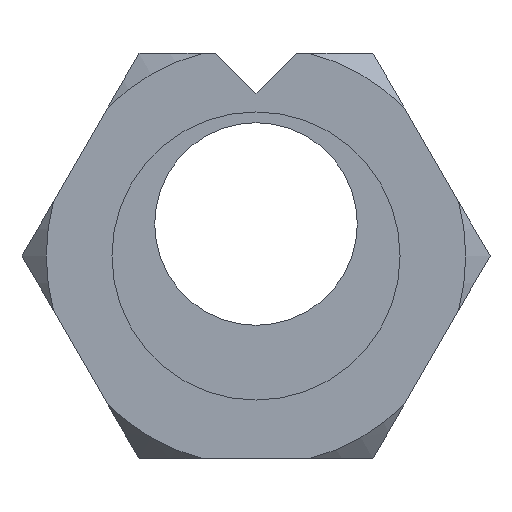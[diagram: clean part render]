
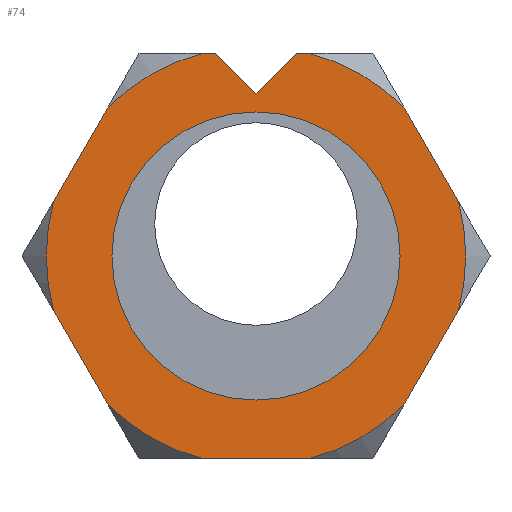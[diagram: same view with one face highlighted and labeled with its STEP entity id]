
A CAD part, front view. The second image highlights one B-rep face of the part: STEP entity #74.
In plain terms, the highlighted planar face has unit normal (0, -1, 0).
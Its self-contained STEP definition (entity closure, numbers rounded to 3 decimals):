
#2 = DIRECTION ( 'NONE',  ( -0.5, 0., -0.866 ) ) ;
#11 = DIRECTION ( 'NONE',  ( 0., -1., 0. ) ) ;
#19 = AXIS2_PLACEMENT_3D ( 'NONE', #80, #11, #522 ) ;
#22 = VERTEX_POINT ( 'NONE', #321 ) ;
#27 = VERTEX_POINT ( 'NONE', #614 ) ;
#29 = ORIENTED_EDGE ( 'NONE', *, *, #99, .T. ) ;
#34 = EDGE_CURVE ( 'NONE', #596, #905, #217, .T. ) ;
#35 = CARTESIAN_POINT ( 'NONE',  ( 2.887, 0., -5. ) ) ;
#42 = ORIENTED_EDGE ( 'NONE', *, *, #845, .F. ) ;
#46 = VECTOR ( 'NONE', #552, 1000. ) ;
#55 = DIRECTION ( 'NONE',  ( 0., 0., 1. ) ) ;
#57 = DIRECTION ( 'NONE',  ( 0., 0., -1. ) ) ;
#67 = DIRECTION ( 'NONE',  ( 0., 1., 0. ) ) ;
#72 = CIRCLE ( 'NONE', #19, 5.174 ) ;
#74 = ADVANCED_FACE ( 'NONE', ( #804, #407 ), #77, .F. ) ;
#77 = PLANE ( 'NONE',  #466 ) ;
#80 = CARTESIAN_POINT ( 'NONE',  ( 0., 0., 0. ) ) ;
#99 = EDGE_CURVE ( 'NONE', #714, #108, #382, .T. ) ;
#106 = DIRECTION ( 'NONE',  ( 0.5, 0., -0.866 ) ) ;
#107 = EDGE_CURVE ( 'NONE', #22, #767, #188, .T. ) ;
#108 = VERTEX_POINT ( 'NONE', #872 ) ;
#109 = VECTOR ( 'NONE', #699, 1000. ) ;
#110 = VECTOR ( 'NONE', #2, 1000. ) ;
#135 = DIRECTION ( 'NONE',  ( 0., 0., -1. ) ) ;
#137 = DIRECTION ( 'NONE',  ( 0., -1., 0. ) ) ;
#142 = CIRCLE ( 'NONE', #900, 5.174 ) ;
#164 = EDGE_CURVE ( 'NONE', #714, #866, #339, .T. ) ;
#165 = VERTEX_POINT ( 'NONE', #819 ) ;
#180 = EDGE_CURVE ( 'NONE', #27, #710, #350, .T. ) ;
#188 = CIRCLE ( 'NONE', #628, 5.174 ) ;
#189 = ORIENTED_EDGE ( 'NONE', *, *, #703, .F. ) ;
#192 = ORIENTED_EDGE ( 'NONE', *, *, #34, .T. ) ;
#201 = VERTEX_POINT ( 'NONE', #750 ) ;
#206 = DIRECTION ( 'NONE',  ( 0., 0., -1. ) ) ;
#211 = CARTESIAN_POINT ( 'NONE',  ( 0., 0., 0. ) ) ;
#213 = DIRECTION ( 'NONE',  ( 0., -1., 0. ) ) ;
#214 = CARTESIAN_POINT ( 'NONE',  ( 0., 0., 0. ) ) ;
#217 = CIRCLE ( 'NONE', #319, 5.174 ) ;
#240 = VERTEX_POINT ( 'NONE', #677 ) ;
#241 = EDGE_LOOP ( 'NONE', ( #430, #42 ) ) ;
#248 = EDGE_CURVE ( 'NONE', #27, #108, #318, .T. ) ;
#253 = CARTESIAN_POINT ( 'NONE',  ( 3.666, 0., 3.651 ) ) ;
#283 = DIRECTION ( 'NONE',  ( 0., 0., -1. ) ) ;
#286 = DIRECTION ( 'NONE',  ( -0.5, 0., 0.866 ) ) ;
#304 = ORIENTED_EDGE ( 'NONE', *, *, #717, .T. ) ;
#318 = LINE ( 'NONE', #533, #110 ) ;
#319 = AXIS2_PLACEMENT_3D ( 'NONE', #211, #213, #206 ) ;
#321 = CARTESIAN_POINT ( 'NONE',  ( -1.329, 0., 5. ) ) ;
#326 = VECTOR ( 'NONE', #286, 1000. ) ;
#327 = EDGE_CURVE ( 'NONE', #240, #386, #650, .T. ) ;
#329 = CARTESIAN_POINT ( 'NONE',  ( -4.994, 0., -1.349 ) ) ;
#339 = LINE ( 'NONE', #35, #587 ) ;
#341 = DIRECTION ( 'NONE',  ( 0.707, 0., -0.707 ) ) ;
#350 = CIRCLE ( 'NONE', #865, 5.174 ) ;
#356 = CARTESIAN_POINT ( 'NONE',  ( 0., 0., 0. ) ) ;
#382 = CIRCLE ( 'NONE', #516, 5.174 ) ;
#386 = VERTEX_POINT ( 'NONE', #453 ) ;
#397 = CARTESIAN_POINT ( 'NONE',  ( -5.774, 0., 0. ) ) ;
#403 = DIRECTION ( 'NONE',  ( 0.5, 0., 0.866 ) ) ;
#404 = LINE ( 'NONE', #397, #584 ) ;
#407 = FACE_BOUND ( 'NONE', #241, .T. ) ;
#423 = EDGE_CURVE ( 'NONE', #530, #240, #632, .T. ) ;
#425 = CARTESIAN_POINT ( 'NONE',  ( 0., 0., 0. ) ) ;
#429 = DIRECTION ( 'NONE',  ( 0., -1., 0. ) ) ;
#430 = ORIENTED_EDGE ( 'NONE', *, *, #889, .F. ) ;
#449 = VECTOR ( 'NONE', #106, 1000. ) ;
#453 = CARTESIAN_POINT ( 'NONE',  ( 1., 0., 5. ) ) ;
#455 = ORIENTED_EDGE ( 'NONE', *, *, #180, .T. ) ;
#466 = AXIS2_PLACEMENT_3D ( 'NONE', #356, #67, #55 ) ;
#470 = VECTOR ( 'NONE', #881, 1000. ) ;
#475 = ORIENTED_EDGE ( 'NONE', *, *, #423, .F. ) ;
#489 = LINE ( 'NONE', #790, #449 ) ;
#496 = ORIENTED_EDGE ( 'NONE', *, *, #164, .F. ) ;
#503 = VERTEX_POINT ( 'NONE', #253 ) ;
#516 = AXIS2_PLACEMENT_3D ( 'NONE', #425, #429, #283 ) ;
#518 = CARTESIAN_POINT ( 'NONE',  ( -2.887, 0., -5. ) ) ;
#522 = DIRECTION ( 'NONE',  ( 0., 0., -1. ) ) ;
#530 = VERTEX_POINT ( 'NONE', #631 ) ;
#533 = CARTESIAN_POINT ( 'NONE',  ( 5.774, 0., 0. ) ) ;
#534 = DIRECTION ( 'NONE',  ( 0., 0., 1. ) ) ;
#537 = CARTESIAN_POINT ( 'NONE',  ( 0., 0., 0. ) ) ;
#552 = DIRECTION ( 'NONE',  ( 1., 0., 0. ) ) ;
#557 = CARTESIAN_POINT ( 'NONE',  ( 1.329, 0., -5. ) ) ;
#559 = ORIENTED_EDGE ( 'NONE', *, *, #933, .F. ) ;
#565 = CIRCLE ( 'NONE', #588, 3.555 ) ;
#566 = ORIENTED_EDGE ( 'NONE', *, *, #787, .F. ) ;
#584 = VECTOR ( 'NONE', #403, 1000. ) ;
#585 = VERTEX_POINT ( 'NONE', #837 ) ;
#586 = CARTESIAN_POINT ( 'NONE',  ( 0., 0., 3.555 ) ) ;
#587 = VECTOR ( 'NONE', #873, 1000. ) ;
#588 = AXIS2_PLACEMENT_3D ( 'NONE', #855, #846, #820 ) ;
#596 = VERTEX_POINT ( 'NONE', #786 ) ;
#609 = DIRECTION ( 'NONE',  ( 0., -1., 0. ) ) ;
#614 = CARTESIAN_POINT ( 'NONE',  ( 4.994, 0., -1.349 ) ) ;
#621 = ORIENTED_EDGE ( 'NONE', *, *, #642, .F. ) ;
#628 = AXIS2_PLACEMENT_3D ( 'NONE', #657, #718, #721 ) ;
#631 = CARTESIAN_POINT ( 'NONE',  ( -1., 0., 5. ) ) ;
#632 = LINE ( 'NONE', #860, #813 ) ;
#642 = EDGE_CURVE ( 'NONE', #201, #905, #704, .T. ) ;
#646 = CARTESIAN_POINT ( 'NONE',  ( -2.887, 0., 5. ) ) ;
#648 = AXIS2_PLACEMENT_3D ( 'NONE', #537, #609, #534 ) ;
#650 = LINE ( 'NONE', #884, #470 ) ;
#654 = EDGE_CURVE ( 'NONE', #503, #165, #142, .T. ) ;
#657 = CARTESIAN_POINT ( 'NONE',  ( 0., 0., 0. ) ) ;
#677 = CARTESIAN_POINT ( 'NONE',  ( 0., 0., 4. ) ) ;
#689 = VERTEX_POINT ( 'NONE', #586 ) ;
#690 = LINE ( 'NONE', #646, #46 ) ;
#699 = DIRECTION ( 'NONE',  ( 1., 0., 0. ) ) ;
#703 = EDGE_CURVE ( 'NONE', #503, #710, #489, .T. ) ;
#704 = LINE ( 'NONE', #518, #326 ) ;
#710 = VERTEX_POINT ( 'NONE', #991 ) ;
#711 = LINE ( 'NONE', #736, #109 ) ;
#714 = VERTEX_POINT ( 'NONE', #557 ) ;
#717 = EDGE_CURVE ( 'NONE', #201, #866, #72, .T. ) ;
#718 = DIRECTION ( 'NONE',  ( 0., -1., 0. ) ) ;
#721 = DIRECTION ( 'NONE',  ( 0., 0., -1. ) ) ;
#724 = ORIENTED_EDGE ( 'NONE', *, *, #327, .F. ) ;
#736 = CARTESIAN_POINT ( 'NONE',  ( -2.887, 0., 5. ) ) ;
#750 = CARTESIAN_POINT ( 'NONE',  ( -3.666, 0., -3.651 ) ) ;
#759 = ORIENTED_EDGE ( 'NONE', *, *, #874, .F. ) ;
#767 = VERTEX_POINT ( 'NONE', #777 ) ;
#776 = CARTESIAN_POINT ( 'NONE',  ( 0., 0., 0. ) ) ;
#777 = CARTESIAN_POINT ( 'NONE',  ( -3.666, 0., 3.651 ) ) ;
#786 = CARTESIAN_POINT ( 'NONE',  ( -4.994, 0., 1.349 ) ) ;
#787 = EDGE_CURVE ( 'NONE', #596, #767, #404, .T. ) ;
#790 = CARTESIAN_POINT ( 'NONE',  ( 2.887, 0., 5. ) ) ;
#804 = FACE_OUTER_BOUND ( 'NONE', #840, .T. ) ;
#811 = ORIENTED_EDGE ( 'NONE', *, *, #654, .T. ) ;
#813 = VECTOR ( 'NONE', #341, 1000. ) ;
#819 = CARTESIAN_POINT ( 'NONE',  ( 1.329, 0., 5. ) ) ;
#820 = DIRECTION ( 'NONE',  ( 0., 0., 1. ) ) ;
#823 = DIRECTION ( 'NONE',  ( 0., -1., 0. ) ) ;
#837 = CARTESIAN_POINT ( 'NONE',  ( 0., 0., -3.555 ) ) ;
#840 = EDGE_LOOP ( 'NONE', ( #559, #935, #566, #192, #621, #304, #496, #29, #944, #455, #189, #811, #759, #724, #475 ) ) ;
#845 = EDGE_CURVE ( 'NONE', #585, #689, #565, .T. ) ;
#846 = DIRECTION ( 'NONE',  ( 0., -1., 0. ) ) ;
#855 = CARTESIAN_POINT ( 'NONE',  ( 0., 0., 0. ) ) ;
#860 = CARTESIAN_POINT ( 'NONE',  ( -1., 0., 5. ) ) ;
#865 = AXIS2_PLACEMENT_3D ( 'NONE', #776, #823, #135 ) ;
#866 = VERTEX_POINT ( 'NONE', #926 ) ;
#872 = CARTESIAN_POINT ( 'NONE',  ( 3.666, 0., -3.651 ) ) ;
#873 = DIRECTION ( 'NONE',  ( -1., 0., 0. ) ) ;
#874 = EDGE_CURVE ( 'NONE', #386, #165, #711, .T. ) ;
#878 = CIRCLE ( 'NONE', #648, 3.555 ) ;
#881 = DIRECTION ( 'NONE',  ( 0.707, 0., 0.707 ) ) ;
#884 = CARTESIAN_POINT ( 'NONE',  ( 1., 0., 5. ) ) ;
#889 = EDGE_CURVE ( 'NONE', #689, #585, #878, .T. ) ;
#900 = AXIS2_PLACEMENT_3D ( 'NONE', #214, #137, #57 ) ;
#905 = VERTEX_POINT ( 'NONE', #329 ) ;
#926 = CARTESIAN_POINT ( 'NONE',  ( -1.329, 0., -5. ) ) ;
#933 = EDGE_CURVE ( 'NONE', #22, #530, #690, .T. ) ;
#935 = ORIENTED_EDGE ( 'NONE', *, *, #107, .T. ) ;
#944 = ORIENTED_EDGE ( 'NONE', *, *, #248, .F. ) ;
#991 = CARTESIAN_POINT ( 'NONE',  ( 4.994, 0., 1.349 ) ) ;
